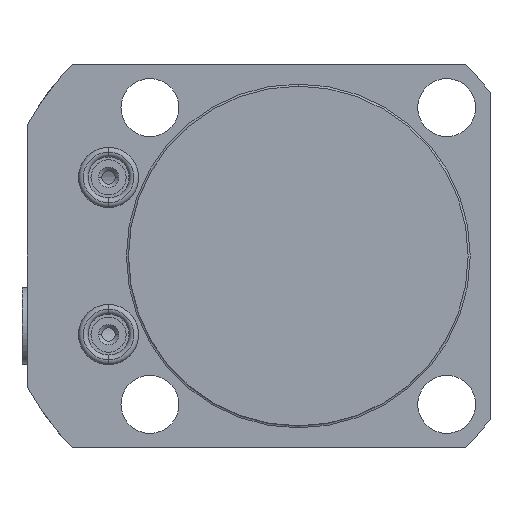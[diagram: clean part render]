
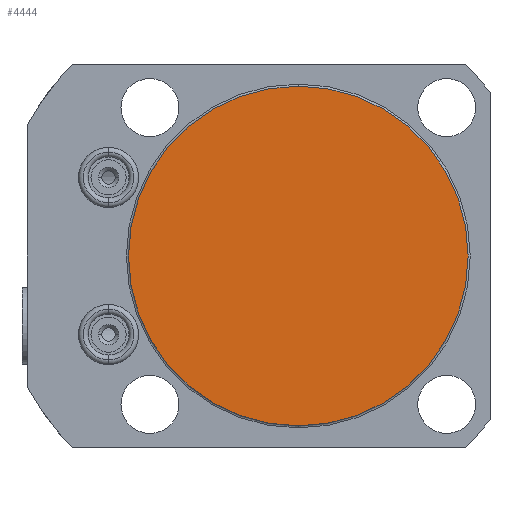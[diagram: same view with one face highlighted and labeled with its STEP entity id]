
A CAD part, front view. The second image highlights one B-rep face of the part: STEP entity #4444.
In plain terms, the highlighted planar face has unit normal (0, -1, 0).
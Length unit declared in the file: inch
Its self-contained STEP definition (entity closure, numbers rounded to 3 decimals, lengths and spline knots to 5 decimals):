
#2203=CARTESIAN_POINT('',(0.,0.,0.));
#2204=DIRECTION('',(0.,-1.,0.));
#2205=DIRECTION('',(0.,0.,1.));
#2206=AXIS2_PLACEMENT_3D('',#2203,#2204,#2205);
#2211=CARTESIAN_POINT('',(0.,0.,0.));
#2212=DIRECTION('',(0.,-1.,0.));
#2213=DIRECTION('',(0.,0.,-1.));
#2214=AXIS2_PLACEMENT_3D('',#2211,#2212,#2213);
#2249=CARTESIAN_POINT('',(0.,0.,1.236));
#2250=CARTESIAN_POINT('',(0.,0.,-1.236));
#2251=VERTEX_POINT('',#2249);
#2252=VERTEX_POINT('',#2250);
#4435=CARTESIAN_POINT('',(0.,0.,0.));
#4436=DIRECTION('',(0.,1.,0.));
#4437=DIRECTION('',(0.,0.,1.));
#4438=AXIS2_PLACEMENT_3D('',#4435,#4436,#4437);
#4439=PLANE('',#4438);
#4440=ORIENTED_EDGE('',*,*,#4415,.F.);
#4441=ORIENTED_EDGE('',*,*,#4429,.F.);
#4442=EDGE_LOOP('',(#4440,#4441));
#4443=FACE_OUTER_BOUND('',#4442,.F.);
#2207=CIRCLE('',#2206,1.236);
#2215=CIRCLE('',#2214,1.236);
#4415=EDGE_CURVE('',#2251,#2252,#2207,.T.);
#4429=EDGE_CURVE('',#2252,#2251,#2215,.T.);
#4444=ADVANCED_FACE('',(#4443),#4439,.F.);
